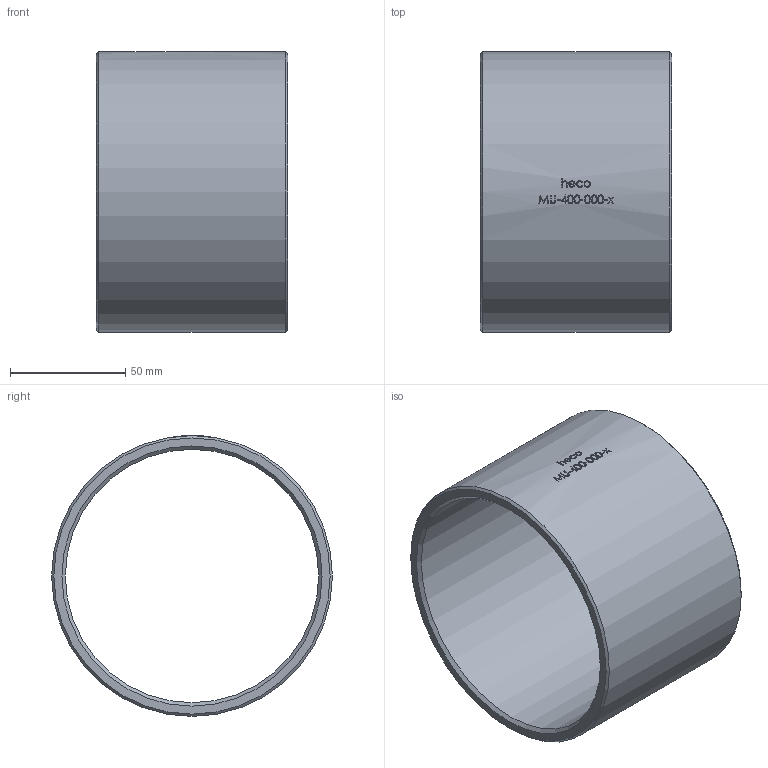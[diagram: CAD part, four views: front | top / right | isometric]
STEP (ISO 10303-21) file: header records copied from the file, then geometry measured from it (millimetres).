
FILE_DESCRIPTION (( 'STEP AP214' ), '1' );
FILE_NAME ('MU-400-000-x Muffe 2305.STEP', '2023-05-03T12:27:41', ( '' ), ( '' ), 'SwSTEP 2.0', 'SolidWorks 2019', '' );
FILE_SCHEMA (( 'AUTOMOTIVE_DESIGN' ));
Length unit declared in the file: millimetre
Products named in the file (1): MU-400-000-x Muffe 2305
Bounding box: 83 x 122 x 122.02 mm (x, y, z)
Volume: 179335.4 mm3; surface area: 63824.8 mm2
Topology: 1 solids, 1 shells, 188 faces, 482 edges, 320 vertices
Faces by surface type: bspline 87, plane 71, cylinder 26, cone 4
Full cylindrical faces by diameter (mm): 110.07 x1, 122 x1
Entity records: 10543 total; most frequent: CARTESIAN_POINT 4699, ORIENTED_EDGE 952, DIRECTION 512, EDGE_CURVE 476, VERTEX_POINT 320, EDGE_LOOP 220, B_SPLINE_CURVE_WITH_KNOTS 216, VECTOR 212
